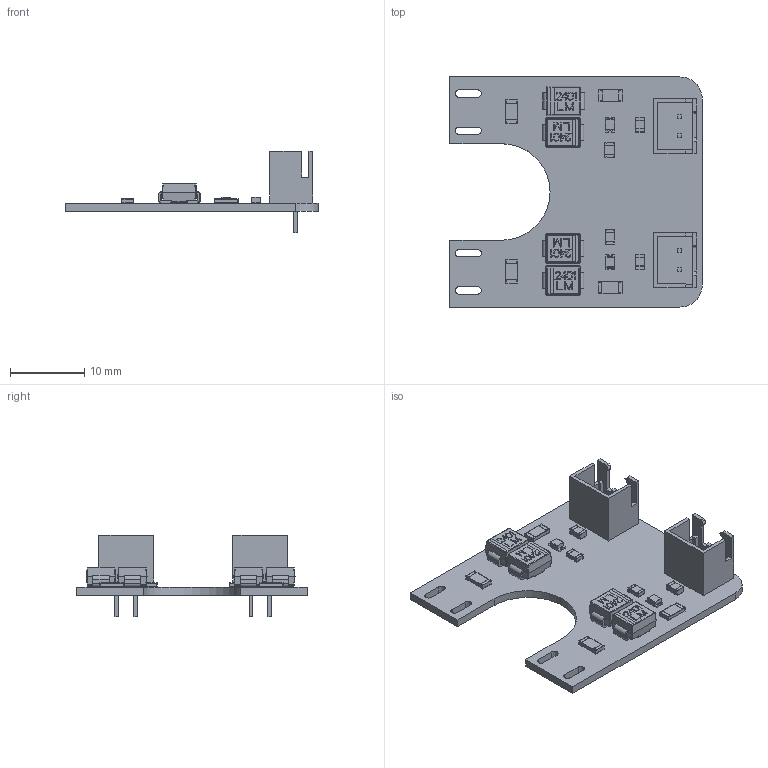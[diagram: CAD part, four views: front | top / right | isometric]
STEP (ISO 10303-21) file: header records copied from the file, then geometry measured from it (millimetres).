
FILE_DESCRIPTION(('Open CASCADE Model'),'2;1');
FILE_NAME('Open CASCADE Shape Model','2024-10-17T12:18:05',('Author'),( 'Open CASCADE'),'Open CASCADE STEP processor 7.5','Open CASCADE 7.5' ,'Unknown');
FILE_SCHEMA(('AUTOMOTIVE_DESIGN { 1 0 10303 214 1 1 1 1 }'));
Length unit declared in the file: millimetre
Products named in the file (17): Open CASCADE STEP translator 7.5 1; Open CASCADE STEP translator 7.5 2; Open CASCADE STEP translator 7.5 3; Open CASCADE STEP translator 7.5 4; Open CASCADE STEP translator 7.5 5; Open CASCADE STEP translator 7.5 6; Open CASCADE STEP translator 7.5 7; Open CASCADE STEP translator 7.5 8; Open CASCADE STEP translator 7.5 9; Open CASCADE STEP translator 7.5 10; Open CASCADE STEP translator 7.5 11; Open CASCADE STEP translator 7.5 12; Open CASCADE STEP translator 7.5 13; Open CASCADE STEP translator 7.5 14; Open CASCADE STEP translator 7.5 15; Open CASCADE STEP translator 7.5 16; Open CASCADE STEP translator 7.5 17
Bounding box: 34 x 31 x 11 mm (x, y, z)
Volume: 1347.8 mm3; surface area: 3432.1 mm2
Topology: 47 solids, 47 shells, 1556 faces, 4056 edges, 2544 vertices
Faces by surface type: plane 1023, bspline 264, cylinder 229, sphere 40
Full cylindrical faces by diameter (mm): 0.9 x4
Entity records: 58029 total; most frequent: CARTESIAN_POINT 15045, ORIENTED_EDGE 7952, DIRECTION 6356, EDGE_CURVE 3976, LINE 3094, VECTOR 3094, VERTEX_POINT 2544, AXIS2_PLACEMENT_3D 1631
